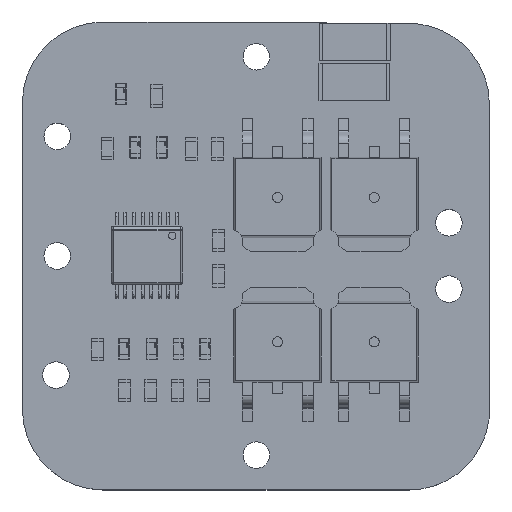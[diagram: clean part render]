
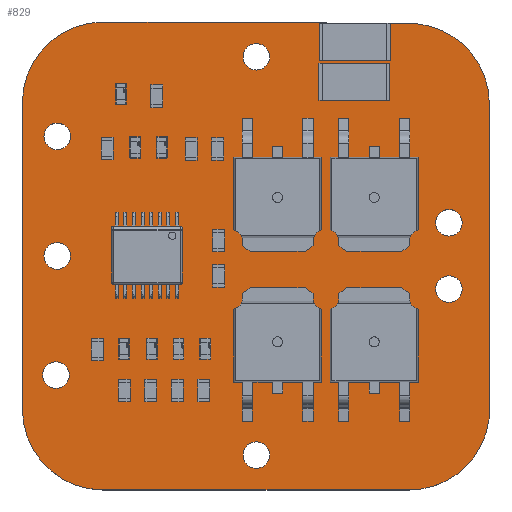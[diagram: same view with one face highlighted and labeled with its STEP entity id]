
A CAD part, top view. The second image highlights one B-rep face of the part: STEP entity #829.
In plain terms, the highlighted planar face has unit normal (0, 0, 1).
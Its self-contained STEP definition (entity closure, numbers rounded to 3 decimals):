
#152 = VERTEX_POINT('',#153);
#153 = CARTESIAN_POINT('',(0.048,6.02,1.8));
#159 = EDGE_CURVE('',#152,#160,#162,.T.);
#160 = VERTEX_POINT('',#161);
#161 = CARTESIAN_POINT('',(0.048,29.075,1.8));
#162 = LINE('',#163,#164);
#163 = CARTESIAN_POINT('',(0.048,6.02,1.8));
#164 = VECTOR('',#165,1.);
#165 = DIRECTION('',(0.,1.,0.));
#190 = EDGE_CURVE('',#160,#191,#193,.T.);
#191 = VERTEX_POINT('',#192);
#192 = CARTESIAN_POINT('',(0.048,29.125,1.8));
#193 = LINE('',#194,#195);
#194 = CARTESIAN_POINT('',(0.048,29.075,1.8));
#195 = VECTOR('',#196,1.);
#196 = DIRECTION('',(0.,1.,0.));
#221 = EDGE_CURVE('',#191,#222,#224,.T.);
#222 = VERTEX_POINT('',#223);
#223 = CARTESIAN_POINT('',(6.077,35.19,1.8));
#224 = CIRCLE('',#225,6.065);
#225 = AXIS2_PLACEMENT_3D('',#226,#227,#228);
#226 = CARTESIAN_POINT('',(6.113,29.125,1.8));
#227 = DIRECTION('',(0.,0.,-1.));
#228 = DIRECTION('',(-1.,0.,0.));
#254 = EDGE_CURVE('',#222,#255,#257,.T.);
#255 = VERTEX_POINT('',#256);
#256 = CARTESIAN_POINT('',(6.114,35.196,1.8));
#257 = LINE('',#258,#259);
#258 = CARTESIAN_POINT('',(6.077,35.19,1.8));
#259 = VECTOR('',#260,1.);
#260 = DIRECTION('',(0.987,0.16,0.));
#285 = EDGE_CURVE('',#255,#286,#288,.T.);
#286 = VERTEX_POINT('',#287);
#287 = CARTESIAN_POINT('',(29.654,35.091,1.8));
#288 = LINE('',#289,#290);
#289 = CARTESIAN_POINT('',(6.114,35.196,1.8));
#290 = VECTOR('',#291,1.);
#291 = DIRECTION('',(1.,-0.004,0.));
#316 = EDGE_CURVE('',#286,#317,#319,.T.);
#317 = VERTEX_POINT('',#318);
#318 = CARTESIAN_POINT('',(29.733,35.063,1.8));
#319 = LINE('',#320,#321);
#320 = CARTESIAN_POINT('',(29.654,35.091,1.8));
#321 = VECTOR('',#322,1.);
#322 = DIRECTION('',(0.943,-0.334,0.));
#347 = EDGE_CURVE('',#317,#348,#350,.T.);
#348 = VERTEX_POINT('',#349);
#349 = CARTESIAN_POINT('',(35.218,29.146,1.8));
#350 = CIRCLE('',#351,6.067);
#351 = AXIS2_PLACEMENT_3D('',#352,#353,#354);
#352 = CARTESIAN_POINT('',(29.152,29.024,1.8));
#353 = DIRECTION('',(0.,0.,-1.));
#354 = DIRECTION('',(0.096,0.995,0.));
#380 = EDGE_CURVE('',#348,#381,#383,.T.);
#381 = VERTEX_POINT('',#382);
#382 = CARTESIAN_POINT('',(35.24,29.075,1.8));
#383 = LINE('',#384,#385);
#384 = CARTESIAN_POINT('',(35.218,29.146,1.8));
#385 = VECTOR('',#386,1.);
#386 = DIRECTION('',(0.296,-0.955,0.));
#411 = EDGE_CURVE('',#381,#412,#414,.T.);
#412 = VERTEX_POINT('',#413);
#413 = CARTESIAN_POINT('',(35.24,5.312,1.8));
#414 = LINE('',#415,#416);
#415 = CARTESIAN_POINT('',(35.24,29.075,1.8));
#416 = VECTOR('',#417,1.);
#417 = DIRECTION('',(0.,-1.,0.));
#442 = EDGE_CURVE('',#412,#443,#445,.T.);
#443 = VERTEX_POINT('',#444);
#444 = CARTESIAN_POINT('',(35.187,5.209,1.8));
#445 = LINE('',#446,#447);
#446 = CARTESIAN_POINT('',(35.24,5.312,1.8));
#447 = VECTOR('',#448,1.);
#448 = DIRECTION('',(-0.458,-0.889,0.));
#473 = EDGE_CURVE('',#443,#474,#476,.T.);
#474 = VERTEX_POINT('',#475);
#475 = CARTESIAN_POINT('',(29.175,-0.052,1.8));
#476 = CIRCLE('',#477,6.065);
#477 = AXIS2_PLACEMENT_3D('',#478,#479,#480);
#478 = CARTESIAN_POINT('',(29.176,6.013,1.8));
#479 = DIRECTION('',(0.,0.,-1.));
#480 = DIRECTION('',(0.991,-0.133,0.));
#506 = EDGE_CURVE('',#474,#507,#509,.T.);
#507 = VERTEX_POINT('',#508);
#508 = CARTESIAN_POINT('',(6.112,-0.052,1.8));
#509 = LINE('',#510,#511);
#510 = CARTESIAN_POINT('',(29.175,-0.052,1.8));
#511 = VECTOR('',#512,1.);
#512 = DIRECTION('',(-1.,0.,0.));
#537 = EDGE_CURVE('',#507,#152,#538,.T.);
#538 = CIRCLE('',#539,6.076);
#539 = AXIS2_PLACEMENT_3D('',#540,#541,#542);
#540 = CARTESIAN_POINT('',(6.124,6.024,1.8));
#541 = DIRECTION('',(0.,0.,-1.));
#542 = DIRECTION('',(-0.002,-1.,-0.));
#563 = VERTEX_POINT('',#564);
#564 = CARTESIAN_POINT('',(3.575,8.6,1.8));
#570 = EDGE_CURVE('',#563,#563,#571,.T.);
#571 = CIRCLE('',#572,1.);
#572 = AXIS2_PLACEMENT_3D('',#573,#574,#575);
#573 = CARTESIAN_POINT('',(2.575,8.6,1.8));
#574 = DIRECTION('',(0.,0.,1.));
#575 = DIRECTION('',(1.,0.,-0.));
#596 = VERTEX_POINT('',#597);
#597 = CARTESIAN_POINT('',(3.675,26.575,1.8));
#603 = EDGE_CURVE('',#596,#596,#604,.T.);
#604 = CIRCLE('',#605,1.);
#605 = AXIS2_PLACEMENT_3D('',#606,#607,#608);
#606 = CARTESIAN_POINT('',(2.675,26.575,1.8));
#607 = DIRECTION('',(0.,0.,1.));
#608 = DIRECTION('',(1.,0.,-0.));
#629 = VERTEX_POINT('',#630);
#630 = CARTESIAN_POINT('',(3.675,17.575,1.8));
#636 = EDGE_CURVE('',#629,#629,#637,.T.);
#637 = CIRCLE('',#638,1.);
#638 = AXIS2_PLACEMENT_3D('',#639,#640,#641);
#639 = CARTESIAN_POINT('',(2.675,17.575,1.8));
#640 = DIRECTION('',(0.,0.,1.));
#641 = DIRECTION('',(1.,0.,-0.));
#662 = VERTEX_POINT('',#663);
#663 = CARTESIAN_POINT('',(18.675,2.575,1.8));
#669 = EDGE_CURVE('',#662,#662,#670,.T.);
#670 = CIRCLE('',#671,1.);
#671 = AXIS2_PLACEMENT_3D('',#672,#673,#674);
#672 = CARTESIAN_POINT('',(17.675,2.575,1.8));
#673 = DIRECTION('',(0.,0.,1.));
#674 = DIRECTION('',(1.,0.,-0.));
#695 = VERTEX_POINT('',#696);
#696 = CARTESIAN_POINT('',(33.175,15.075,1.8));
#702 = EDGE_CURVE('',#695,#695,#703,.T.);
#703 = CIRCLE('',#704,1.);
#704 = AXIS2_PLACEMENT_3D('',#705,#706,#707);
#705 = CARTESIAN_POINT('',(32.175,15.075,1.8));
#706 = DIRECTION('',(0.,0.,1.));
#707 = DIRECTION('',(1.,0.,-0.));
#728 = VERTEX_POINT('',#729);
#729 = CARTESIAN_POINT('',(18.675,32.575,1.8));
#735 = EDGE_CURVE('',#728,#728,#736,.T.);
#736 = CIRCLE('',#737,1.);
#737 = AXIS2_PLACEMENT_3D('',#738,#739,#740);
#738 = CARTESIAN_POINT('',(17.675,32.575,1.8));
#739 = DIRECTION('',(0.,0.,1.));
#740 = DIRECTION('',(1.,0.,-0.));
#761 = VERTEX_POINT('',#762);
#762 = CARTESIAN_POINT('',(33.175,20.075,1.8));
#768 = EDGE_CURVE('',#761,#761,#769,.T.);
#769 = CIRCLE('',#770,1.);
#770 = AXIS2_PLACEMENT_3D('',#771,#772,#773);
#771 = CARTESIAN_POINT('',(32.175,20.075,1.8));
#772 = DIRECTION('',(0.,0.,1.));
#773 = DIRECTION('',(1.,0.,-0.));
#829 = ADVANCED_FACE('',(#830,#845,#848,#851,#854,#857,#860,#863),#866,
  .F.);
#830 = FACE_BOUND('',#831,.F.);
#831 = EDGE_LOOP('',(#832,#833,#834,#835,#836,#837,#838,#839,#840,#841,
    #842,#843,#844));
#832 = ORIENTED_EDGE('',*,*,#159,.T.);
#833 = ORIENTED_EDGE('',*,*,#190,.T.);
#834 = ORIENTED_EDGE('',*,*,#221,.T.);
#835 = ORIENTED_EDGE('',*,*,#254,.T.);
#836 = ORIENTED_EDGE('',*,*,#285,.T.);
#837 = ORIENTED_EDGE('',*,*,#316,.T.);
#838 = ORIENTED_EDGE('',*,*,#347,.T.);
#839 = ORIENTED_EDGE('',*,*,#380,.T.);
#840 = ORIENTED_EDGE('',*,*,#411,.T.);
#841 = ORIENTED_EDGE('',*,*,#442,.T.);
#842 = ORIENTED_EDGE('',*,*,#473,.T.);
#843 = ORIENTED_EDGE('',*,*,#506,.T.);
#844 = ORIENTED_EDGE('',*,*,#537,.T.);
#845 = FACE_BOUND('',#846,.F.);
#846 = EDGE_LOOP('',(#847));
#847 = ORIENTED_EDGE('',*,*,#570,.T.);
#848 = FACE_BOUND('',#849,.F.);
#849 = EDGE_LOOP('',(#850));
#850 = ORIENTED_EDGE('',*,*,#603,.T.);
#851 = FACE_BOUND('',#852,.F.);
#852 = EDGE_LOOP('',(#853));
#853 = ORIENTED_EDGE('',*,*,#636,.T.);
#854 = FACE_BOUND('',#855,.F.);
#855 = EDGE_LOOP('',(#856));
#856 = ORIENTED_EDGE('',*,*,#669,.T.);
#857 = FACE_BOUND('',#858,.F.);
#858 = EDGE_LOOP('',(#859));
#859 = ORIENTED_EDGE('',*,*,#702,.T.);
#860 = FACE_BOUND('',#861,.F.);
#861 = EDGE_LOOP('',(#862));
#862 = ORIENTED_EDGE('',*,*,#735,.T.);
#863 = FACE_BOUND('',#864,.F.);
#864 = EDGE_LOOP('',(#865));
#865 = ORIENTED_EDGE('',*,*,#768,.T.);
#866 = PLANE('',#867);
#867 = AXIS2_PLACEMENT_3D('',#868,#869,#870);
#868 = CARTESIAN_POINT('',(17.638,17.543,1.8));
#869 = DIRECTION('',(-0.,-0.,-1.));
#870 = DIRECTION('',(-1.,0.,0.));
